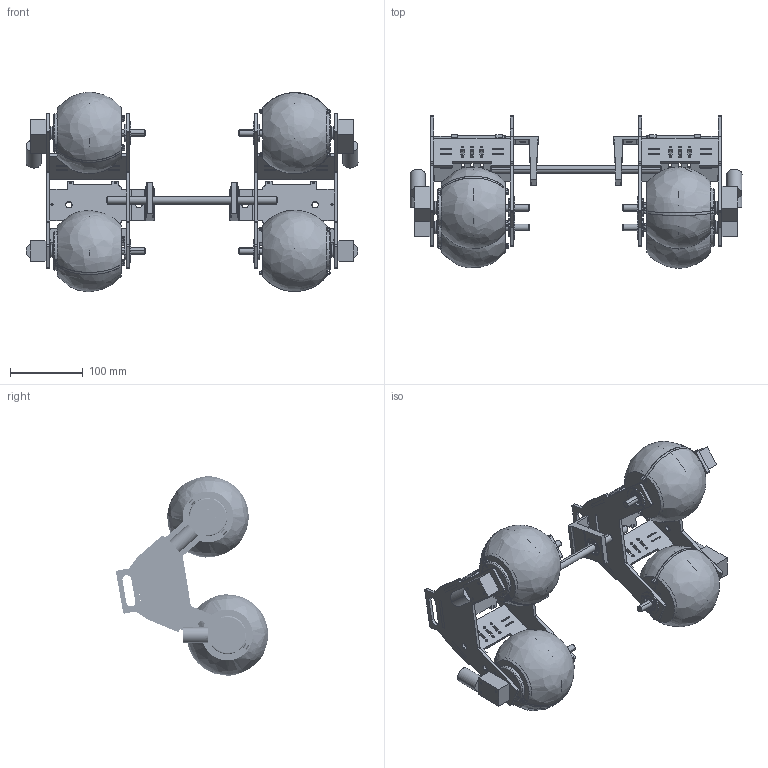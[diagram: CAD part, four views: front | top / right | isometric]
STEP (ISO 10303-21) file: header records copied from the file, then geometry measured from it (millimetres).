
FILE_DESCRIPTION(('FreeCAD Model'),'2;1');
FILE_NAME('Open CASCADE Shape Model','2025-05-03T21:51:20',('FreeCAD'),( 'FreeCAD'),'Open CASCADE STEP processor 7.6','FreeCAD','Unknown');
FILE_SCHEMA(('AUTOMOTIVE_DESIGN { 1 0 10303 214 1 1 1 1 }'));
Products named in the file (1): Open CASCADE STEP translator 7.6 1
Bounding box: 457.03 x 209.37 x 274.5 mm (x, y, z)
Volume: 1134216.4 mm3; surface area: 740306 mm2
Topology: 69 solids, 69 shells, 2894 faces, 7630 edges, 4888 vertices
Faces by surface type: bspline 2894
Entity records: 93176 total; most frequent: CARTESIAN_POINT 49985, ORIENTED_EDGE 15180, EDGE_CURVE 7590, VERTEX_POINT 4888, B_SPLINE_CURVE_WITH_KNOTS 4042, FACE_BOUND 3688, EDGE_LOOP 3688, ADVANCED_FACE 2894
